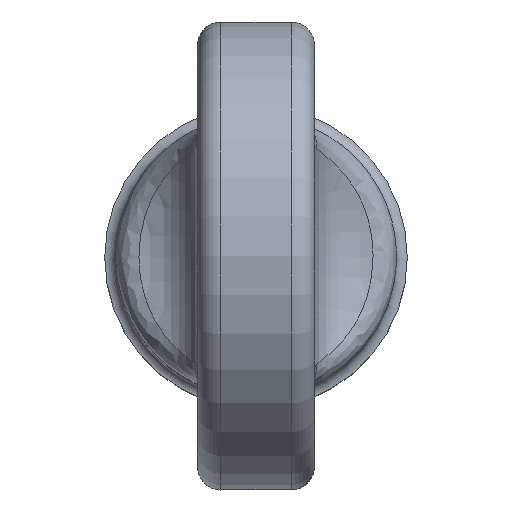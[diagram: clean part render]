
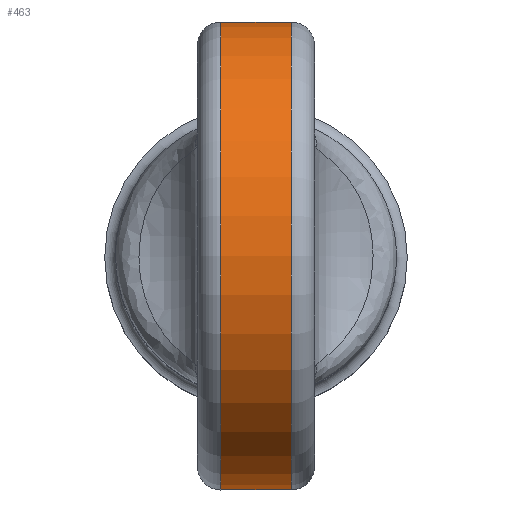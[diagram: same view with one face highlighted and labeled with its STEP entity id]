
A CAD part, top view. The second image highlights one B-rep face of the part: STEP entity #463.
In plain terms, the highlighted cylindrical face has radius 20 mm (diameter 40 mm), a partial arc.
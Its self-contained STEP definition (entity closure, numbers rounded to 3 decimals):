
#69=B_SPLINE_CURVE_WITH_KNOTS('',3,(#968,#969,#970,#971,#972),
 .UNSPECIFIED.,.F.,.F.,(4,1,4),(11.451,11.84,12.057),
 .UNSPECIFIED.);
#72=B_SPLINE_CURVE_WITH_KNOTS('',3,(#984,#985,#986,#987,#988),
 .UNSPECIFIED.,.F.,.F.,(4,1,4),(11.451,11.668,12.057),
 .UNSPECIFIED.);
#83=CYLINDRICAL_SURFACE('',#523,20.);
#100=FACE_OUTER_BOUND('',#132,.T.);
#132=EDGE_LOOP('',(#367,#368,#369,#370));
#169=CIRCLE('',#520,20.);
#172=CIRCLE('',#524,20.);
#211=VERTEX_POINT('',#879);
#212=VERTEX_POINT('',#881);
#214=VERTEX_POINT('',#967);
#216=VERTEX_POINT('',#983);
#262=EDGE_CURVE('',#211,#212,#169,.T.);
#269=EDGE_CURVE('',#212,#214,#69,.T.);
#272=EDGE_CURVE('',#216,#211,#72,.T.);
#273=EDGE_CURVE('',#214,#216,#172,.T.);
#367=ORIENTED_EDGE('',*,*,#262,.F.);
#368=ORIENTED_EDGE('',*,*,#272,.F.);
#369=ORIENTED_EDGE('',*,*,#273,.F.);
#370=ORIENTED_EDGE('',*,*,#269,.F.);
#463=ADVANCED_FACE('',(#100),#83,.T.);
#520=AXIS2_PLACEMENT_3D('',#882,#606,#607);
#523=AXIS2_PLACEMENT_3D('',#982,#612,#613);
#524=AXIS2_PLACEMENT_3D('',#989,#614,#615);
#606=DIRECTION('center_axis',(-1.,0.,0.));
#607=DIRECTION('ref_axis',(0.,0.,1.));
#612=DIRECTION('center_axis',(1.,0.,0.));
#613=DIRECTION('ref_axis',(0.,0.,1.));
#614=DIRECTION('center_axis',(1.,0.,0.));
#615=DIRECTION('ref_axis',(0.,0.,1.));
#879=CARTESIAN_POINT('',(-3.,-13.652,67.385));
#881=CARTESIAN_POINT('',(-3.,13.652,67.385));
#882=CARTESIAN_POINT('Origin',(-3.,0.,82.));
#967=CARTESIAN_POINT('',(3.,13.652,67.385));
#968=CARTESIAN_POINT('Ctrl Pts',(-2.999,13.65,67.379));
#969=CARTESIAN_POINT('Ctrl Pts',(-1.734,13.813,67.531));
#970=CARTESIAN_POINT('Ctrl Pts',(0.293,13.913,67.634));
#971=CARTESIAN_POINT('Ctrl Pts',(2.294,13.744,67.471));
#972=CARTESIAN_POINT('Ctrl Pts',(3.,13.652,67.385));
#982=CARTESIAN_POINT('Origin',(0.,0.,82.));
#983=CARTESIAN_POINT('',(3.,-13.652,67.385));
#984=CARTESIAN_POINT('Ctrl Pts',(3.,-13.652,67.385));
#985=CARTESIAN_POINT('Ctrl Pts',(2.294,-13.744,67.471));
#986=CARTESIAN_POINT('Ctrl Pts',(0.293,-13.913,67.634));
#987=CARTESIAN_POINT('Ctrl Pts',(-1.734,-13.813,67.531));
#988=CARTESIAN_POINT('Ctrl Pts',(-2.999,-13.65,67.379));
#989=CARTESIAN_POINT('Origin',(3.,0.,82.));
